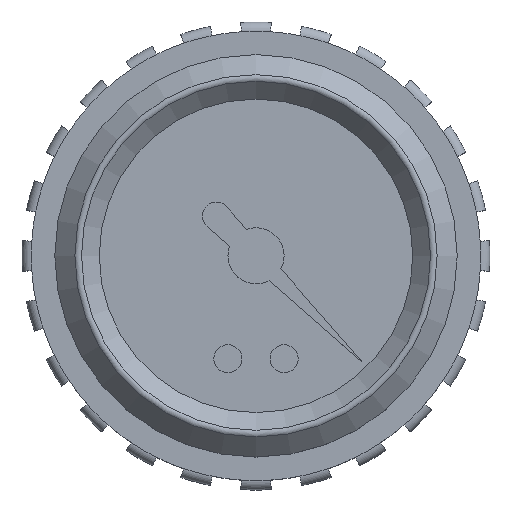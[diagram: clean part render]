
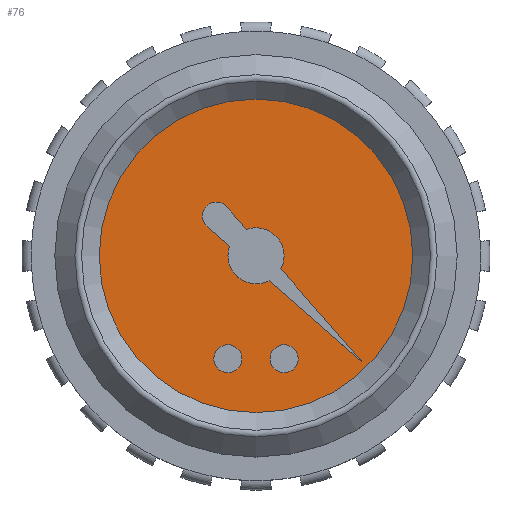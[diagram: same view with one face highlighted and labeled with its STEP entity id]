
A CAD part, top view. The second image highlights one B-rep face of the part: STEP entity #76.
In plain terms, the highlighted planar face has unit normal (0, 0, 1).
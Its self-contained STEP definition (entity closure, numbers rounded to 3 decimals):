
#76 = ADVANCED_FACE( '', ( #264, #265, #266, #267 ), #268, .T. );
#264 = FACE_BOUND( '', #663, .T. );
#265 = FACE_BOUND( '', #664, .T. );
#266 = FACE_BOUND( '', #665, .T. );
#267 = FACE_OUTER_BOUND( '', #666, .T. );
#268 = PLANE( '', #667 );
#663 = EDGE_LOOP( '', ( #1067, #1068, #1069, #1070, #1071, #1072, #1073 ) );
#664 = EDGE_LOOP( '', ( #1074 ) );
#665 = EDGE_LOOP( '', ( #1075 ) );
#666 = EDGE_LOOP( '', ( #1076 ) );
#667 = AXIS2_PLACEMENT_3D( '', #1077, #1078, #1079 );
#1067 = ORIENTED_EDGE( '', *, *, #2422, .T. );
#1068 = ORIENTED_EDGE( '', *, *, #2423, .T. );
#1069 = ORIENTED_EDGE( '', *, *, #2424, .T. );
#1070 = ORIENTED_EDGE( '', *, *, #2425, .T. );
#1071 = ORIENTED_EDGE( '', *, *, #2426, .T. );
#1072 = ORIENTED_EDGE( '', *, *, #2427, .T. );
#1073 = ORIENTED_EDGE( '', *, *, #2428, .T. );
#1074 = ORIENTED_EDGE( '', *, *, #2429, .F. );
#1075 = ORIENTED_EDGE( '', *, *, #2430, .F. );
#1076 = ORIENTED_EDGE( '', *, *, #2431, .T. );
#1077 = CARTESIAN_POINT( '', ( 0., 0., 31.75 ) );
#1078 = DIRECTION( '', ( 0., 0., 1. ) );
#1079 = DIRECTION( '', ( 1., 0., 0. ) );
#2422 = EDGE_CURVE( '', #2826, #2827, #2828, .T. );
#2423 = EDGE_CURVE( '', #2827, #2829, #2830, .T. );
#2424 = EDGE_CURVE( '', #2829, #2831, #2832, .T. );
#2425 = EDGE_CURVE( '', #2831, #2833, #2834, .T. );
#2426 = EDGE_CURVE( '', #2833, #2835, #2836, .T. );
#2427 = EDGE_CURVE( '', #2835, #2837, #2838, .T. );
#2428 = EDGE_CURVE( '', #2837, #2826, #2839, .T. );
#2429 = EDGE_CURVE( '', #2840, #2840, #2841, .T. );
#2430 = EDGE_CURVE( '', #2842, #2842, #2843, .T. );
#2431 = EDGE_CURVE( '', #2844, #2844, #2845, .T. );
#2826 = VERTEX_POINT( '', #3471 );
#2827 = VERTEX_POINT( '', #3472 );
#2828 = LINE( '', #3473, #3474 );
#2829 = VERTEX_POINT( '', #3475 );
#2830 = CIRCLE( '', #3476, 1.5 );
#2831 = VERTEX_POINT( '', #3477 );
#2832 = LINE( '', #3478, #3479 );
#2833 = VERTEX_POINT( '', #3480 );
#2834 = CIRCLE( '', #3481, 3. );
#2835 = VERTEX_POINT( '', #3482 );
#2836 = LINE( '', #3483, #3484 );
#2837 = VERTEX_POINT( '', #3485 );
#2838 = LINE( '', #3486, #3487 );
#2839 = CIRCLE( '', #3488, 3. );
#2840 = VERTEX_POINT( '', #3489 );
#2841 = CIRCLE( '', #3490, 1.5 );
#2842 = VERTEX_POINT( '', #3491 );
#2843 = CIRCLE( '', #3492, 1.5 );
#2844 = VERTEX_POINT( '', #3493 );
#2845 = CIRCLE( '', #3494, 16.75 );
#3471 = CARTESIAN_POINT( '', ( -2.823, 1.015, 31.75 ) );
#3472 = CARTESIAN_POINT( '', ( -5.229, 3.112, 31.75 ) );
#3473 = CARTESIAN_POINT( '', ( -2.823, 1.015, 31.75 ) );
#3474 = VECTOR( '', #4241, 1000. );
#3475 = CARTESIAN_POINT( '', ( -3.112, 5.229, 31.75 ) );
#3476 = AXIS2_PLACEMENT_3D( '', #4242, #4243, #4244 );
#3477 = CARTESIAN_POINT( '', ( -1.015, 2.823, 31.75 ) );
#3478 = CARTESIAN_POINT( '', ( -1.015, 2.823, 31.75 ) );
#3479 = VECTOR( '', #4245, 1000. );
#3480 = CARTESIAN_POINT( '', ( 2.659, -1.389, 31.75 ) );
#3481 = AXIS2_PLACEMENT_3D( '', #4246, #4247, #4248 );
#3482 = CARTESIAN_POINT( '', ( 11.314, -11.314, 31.75 ) );
#3483 = CARTESIAN_POINT( '', ( 11.314, -11.314, 31.75 ) );
#3484 = VECTOR( '', #4249, 1000. );
#3485 = CARTESIAN_POINT( '', ( 1.389, -2.659, 31.75 ) );
#3486 = CARTESIAN_POINT( '', ( 11.314, -11.314, 31.75 ) );
#3487 = VECTOR( '', #4250, 1000. );
#3488 = AXIS2_PLACEMENT_3D( '', #4251, #4252, #4253 );
#3489 = CARTESIAN_POINT( '', ( 4.5, -11., 31.75 ) );
#3490 = AXIS2_PLACEMENT_3D( '', #4254, #4255, #4256 );
#3491 = CARTESIAN_POINT( '', ( -1.5, -11., 31.75 ) );
#3492 = AXIS2_PLACEMENT_3D( '', #4257, #4258, #4259 );
#3493 = CARTESIAN_POINT( '', ( 16.75, 0., 31.75 ) );
#3494 = AXIS2_PLACEMENT_3D( '', #4260, #4261, #4262 );
#4241 = DIRECTION( '', ( -0.754, 0.657, 0. ) );
#4242 = CARTESIAN_POINT( '', ( -4.243, 4.243, 31.75 ) );
#4243 = DIRECTION( '', ( 0., 0., -1. ) );
#4244 = DIRECTION( '', ( 1., 0., 0. ) );
#4245 = DIRECTION( '', ( 0.657, -0.754, 0. ) );
#4246 = CARTESIAN_POINT( '', ( 0., 0., 31.75 ) );
#4247 = DIRECTION( '', ( 0., 0., -1. ) );
#4248 = DIRECTION( '', ( -1., 0., 0. ) );
#4249 = DIRECTION( '', ( 0.657, -0.754, 0. ) );
#4250 = DIRECTION( '', ( -0.754, 0.657, 0. ) );
#4251 = CARTESIAN_POINT( '', ( 0., 0., 31.75 ) );
#4252 = DIRECTION( '', ( 0., 0., -1. ) );
#4253 = DIRECTION( '', ( 1., 0., 0. ) );
#4254 = CARTESIAN_POINT( '', ( 3., -11., 31.75 ) );
#4255 = DIRECTION( '', ( 0., 0., 1. ) );
#4256 = DIRECTION( '', ( 1., 0., 0. ) );
#4257 = CARTESIAN_POINT( '', ( -3., -11., 31.75 ) );
#4258 = DIRECTION( '', ( 0., 0., 1. ) );
#4259 = DIRECTION( '', ( 1., 0., 0. ) );
#4260 = CARTESIAN_POINT( '', ( 0., 0., 31.75 ) );
#4261 = DIRECTION( '', ( 0., 0., 1. ) );
#4262 = DIRECTION( '', ( 1., 0., 0. ) );
